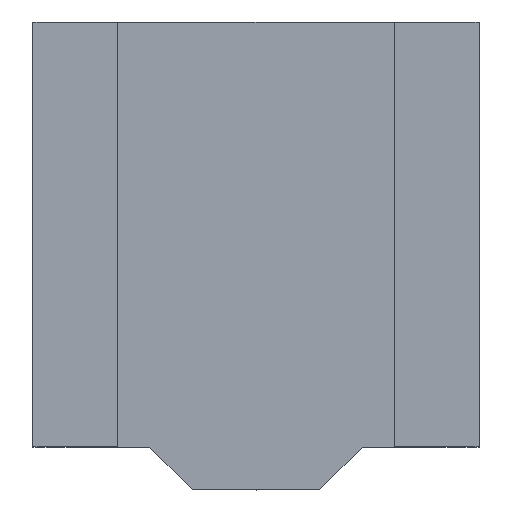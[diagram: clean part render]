
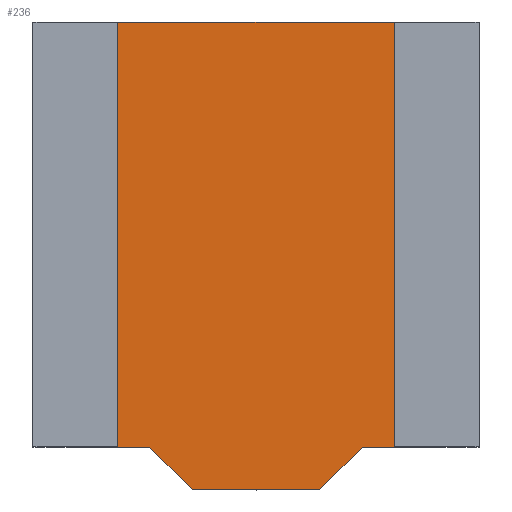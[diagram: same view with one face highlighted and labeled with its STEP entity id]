
A CAD part, top view. The second image highlights one B-rep face of the part: STEP entity #236.
In plain terms, the highlighted planar face has unit normal (0, 0, 1).
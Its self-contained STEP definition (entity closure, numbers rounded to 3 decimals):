
#7 = VECTOR ( 'NONE', #1290, 1000. ) ;
#18 = CARTESIAN_POINT ( 'NONE',  ( 6., -24., -20. ) ) ;
#20 = CARTESIAN_POINT ( 'NONE',  ( -13., 20., -20. ) ) ;
#21 = CARTESIAN_POINT ( 'NONE',  ( 10., -20., -20. ) ) ;
#47 = VERTEX_POINT ( 'NONE', #21 ) ;
#50 = DIRECTION ( 'NONE',  ( 1., 0., 0. ) ) ;
#70 = CARTESIAN_POINT ( 'NONE',  ( 6., -24., -20. ) ) ;
#107 = EDGE_CURVE ( 'NONE', #440, #47, #756, .T. ) ;
#119 = VECTOR ( 'NONE', #874, 1000. ) ;
#120 = VERTEX_POINT ( 'NONE', #1185 ) ;
#176 = FACE_OUTER_BOUND ( 'NONE', #1226, .T. ) ;
#205 = EDGE_CURVE ( 'NONE', #477, #974, #923, .T. ) ;
#217 = LINE ( 'NONE', #1103, #350 ) ;
#220 = LINE ( 'NONE', #981, #7 ) ;
#231 = DIRECTION ( 'NONE',  ( 0.707, 0.707, 0. ) ) ;
#236 = ADVANCED_FACE ( 'NONE', ( #176 ), #955, .F. ) ;
#263 = VECTOR ( 'NONE', #480, 1000. ) ;
#309 = VECTOR ( 'NONE', #396, 1000. ) ;
#334 = LINE ( 'NONE', #20, #119 ) ;
#347 = CARTESIAN_POINT ( 'NONE',  ( -6., -24., -20. ) ) ;
#350 = VECTOR ( 'NONE', #668, 1000. ) ;
#357 = ORIENTED_EDGE ( 'NONE', *, *, #869, .T. ) ;
#396 = DIRECTION ( 'NONE',  ( -1., 0., 0. ) ) ;
#440 = VERTEX_POINT ( 'NONE', #18 ) ;
#477 = VERTEX_POINT ( 'NONE', #947 ) ;
#480 = DIRECTION ( 'NONE',  ( 1., 0., 0. ) ) ;
#490 = DIRECTION ( 'NONE',  ( -1., 0., 0. ) ) ;
#494 = ORIENTED_EDGE ( 'NONE', *, *, #1153, .F. ) ;
#525 = ORIENTED_EDGE ( 'NONE', *, *, #1079, .F. ) ;
#532 = ORIENTED_EDGE ( 'NONE', *, *, #894, .T. ) ;
#551 = ORIENTED_EDGE ( 'NONE', *, *, #843, .F. ) ;
#569 = CARTESIAN_POINT ( 'NONE',  ( -10., -20., -20. ) ) ;
#599 = AXIS2_PLACEMENT_3D ( 'NONE', #1176, #601, #490 ) ;
#601 = DIRECTION ( 'NONE',  ( 0., 0., -1. ) ) ;
#617 = EDGE_CURVE ( 'NONE', #47, #1034, #220, .T. ) ;
#624 = LINE ( 'NONE', #70, #309 ) ;
#668 = DIRECTION ( 'NONE',  ( 0., -1., 0. ) ) ;
#689 = CARTESIAN_POINT ( 'NONE',  ( 13., -20., -20. ) ) ;
#756 = LINE ( 'NONE', #1210, #901 ) ;
#786 = LINE ( 'NONE', #1215, #826 ) ;
#826 = VECTOR ( 'NONE', #1074, 1000. ) ;
#843 = EDGE_CURVE ( 'NONE', #120, #1034, #217, .T. ) ;
#869 = EDGE_CURVE ( 'NONE', #1178, #477, #334, .T. ) ;
#874 = DIRECTION ( 'NONE',  ( 0., -1., 0. ) ) ;
#881 = VERTEX_POINT ( 'NONE', #347 ) ;
#887 = ORIENTED_EDGE ( 'NONE', *, *, #205, .T. ) ;
#894 = EDGE_CURVE ( 'NONE', #974, #881, #786, .T. ) ;
#900 = CARTESIAN_POINT ( 'NONE',  ( 13., 20., -20. ) ) ;
#901 = VECTOR ( 'NONE', #231, 1000. ) ;
#923 = LINE ( 'NONE', #1141, #1003 ) ;
#947 = CARTESIAN_POINT ( 'NONE',  ( -13., -20., -20. ) ) ;
#955 = PLANE ( 'NONE',  #599 ) ;
#974 = VERTEX_POINT ( 'NONE', #569 ) ;
#981 = CARTESIAN_POINT ( 'NONE',  ( 13., -20., -20. ) ) ;
#1003 = VECTOR ( 'NONE', #50, 1000. ) ;
#1020 = LINE ( 'NONE', #900, #263 ) ;
#1034 = VERTEX_POINT ( 'NONE', #689 ) ;
#1074 = DIRECTION ( 'NONE',  ( 0.707, -0.707, 0. ) ) ;
#1079 = EDGE_CURVE ( 'NONE', #440, #881, #624, .T. ) ;
#1103 = CARTESIAN_POINT ( 'NONE',  ( 13., 20., -20. ) ) ;
#1141 = CARTESIAN_POINT ( 'NONE',  ( 13., -20., -20. ) ) ;
#1153 = EDGE_CURVE ( 'NONE', #1178, #120, #1020, .T. ) ;
#1176 = CARTESIAN_POINT ( 'NONE',  ( 13., 20., -20. ) ) ;
#1178 = VERTEX_POINT ( 'NONE', #1354 ) ;
#1185 = CARTESIAN_POINT ( 'NONE',  ( 13., 20., -20. ) ) ;
#1194 = ORIENTED_EDGE ( 'NONE', *, *, #107, .T. ) ;
#1210 = CARTESIAN_POINT ( 'NONE',  ( 31.5, 1.5, -20. ) ) ;
#1215 = CARTESIAN_POINT ( 'NONE',  ( -18.5, -11.5, -20. ) ) ;
#1226 = EDGE_LOOP ( 'NONE', ( #887, #532, #525, #1194, #1266, #551, #494, #357 ) ) ;
#1266 = ORIENTED_EDGE ( 'NONE', *, *, #617, .T. ) ;
#1290 = DIRECTION ( 'NONE',  ( 1., 0., 0. ) ) ;
#1354 = CARTESIAN_POINT ( 'NONE',  ( -13., 20., -20. ) ) ;
